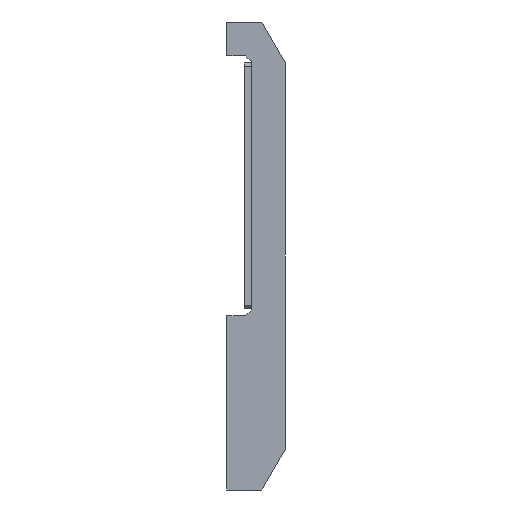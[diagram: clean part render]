
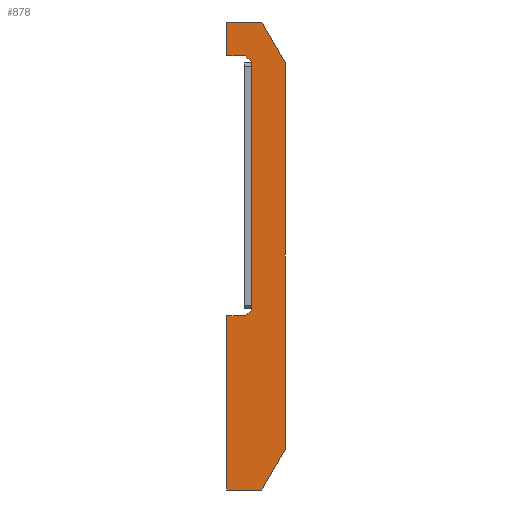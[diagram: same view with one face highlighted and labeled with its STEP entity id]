
A CAD part, left-side view. The second image highlights one B-rep face of the part: STEP entity #878.
In plain terms, the highlighted planar face has unit normal (-1, 0, 0).
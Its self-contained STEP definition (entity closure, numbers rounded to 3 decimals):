
#123=DIRECTION('',(0.,0.,1.));
#124=VECTOR('',#123,212.101);
#125=CARTESIAN_POINT('',(-50.,-21.,153.95));
#126=LINE('',#125,#124);
#131=DIRECTION('',(0.,1.,0.));
#132=VECTOR('',#131,16.05);
#133=CARTESIAN_POINT('',(-50.,-16.05,149.));
#134=LINE('',#133,#132);
#174=DIRECTION('',(0.,-1.,0.));
#175=VECTOR('',#174,30.);
#176=CARTESIAN_POINT('',(-50.,0.,0.));
#177=LINE('',#176,#175);
#260=DIRECTION('',(0.,1.,0.));
#261=VECTOR('',#260,16.05);
#262=CARTESIAN_POINT('',(-50.,-16.05,371.));
#263=LINE('',#262,#261);
#264=DIRECTION('',(0.,0.,1.));
#265=VECTOR('',#264,29.);
#266=CARTESIAN_POINT('',(-50.,0.,371.));
#267=LINE('',#266,#265);
#268=DIRECTION('',(0.,-1.,0.));
#269=VECTOR('',#268,30.);
#270=CARTESIAN_POINT('',(-50.,0.,400.));
#271=LINE('',#270,#269);
#272=DIRECTION('',(0.,0.5,0.866));
#273=VECTOR('',#272,40.);
#274=CARTESIAN_POINT('',(-50.,-50.,365.359));
#275=LINE('',#274,#273);
#276=DIRECTION('',(0.,0.,1.));
#277=VECTOR('',#276,330.718);
#278=CARTESIAN_POINT('',(-50.,-50.,34.641));
#279=LINE('',#278,#277);
#280=DIRECTION('',(0.,-0.5,0.866));
#281=VECTOR('',#280,40.);
#282=CARTESIAN_POINT('',(-50.,-30.,0.));
#283=LINE('',#282,#281);
#284=DIRECTION('',(0.,0.707,-0.707));
#285=VECTOR('',#284,7.);
#286=CARTESIAN_POINT('',(-50.,-21.,153.95));
#287=LINE('',#286,#285);
#288=DIRECTION('',(0.,-0.707,-0.707));
#289=VECTOR('',#288,7.);
#290=CARTESIAN_POINT('',(-50.,-16.05,371.));
#291=LINE('',#290,#289);
#308=DIRECTION('',(0.,0.,-1.));
#309=VECTOR('',#308,149.);
#310=CARTESIAN_POINT('',(-50.,0.,149.));
#311=LINE('',#310,#309);
#452=CARTESIAN_POINT('',(-50.,-16.05,371.));
#454=VERTEX_POINT('',#452);
#456=CARTESIAN_POINT('',(-50.,-21.,366.05));
#458=VERTEX_POINT('',#456);
#460=CARTESIAN_POINT('',(-50.,-21.,153.95));
#462=VERTEX_POINT('',#460);
#464=CARTESIAN_POINT('',(-50.,-16.05,149.));
#466=VERTEX_POINT('',#464);
#467=CARTESIAN_POINT('',(-50.,-30.,0.));
#469=VERTEX_POINT('',#467);
#479=CARTESIAN_POINT('',(-50.,-30.,400.));
#481=VERTEX_POINT('',#479);
#487=CARTESIAN_POINT('',(-50.,-50.,34.641));
#488=VERTEX_POINT('',#487);
#489=CARTESIAN_POINT('',(-50.,-50.,365.359));
#490=VERTEX_POINT('',#489);
#507=CARTESIAN_POINT('',(-50.,0.,371.));
#508=CARTESIAN_POINT('',(-50.,0.,400.));
#509=VERTEX_POINT('',#507);
#510=VERTEX_POINT('',#508);
#515=CARTESIAN_POINT('',(-50.,0.,149.));
#516=CARTESIAN_POINT('',(-50.,0.,0.));
#517=VERTEX_POINT('',#515);
#518=VERTEX_POINT('',#516);
#855=CARTESIAN_POINT('',(-50.,-50.,400.));
#856=DIRECTION('',(-1.,0.,0.));
#857=DIRECTION('',(0.,-1.,0.));
#858=AXIS2_PLACEMENT_3D('',#855,#856,#857);
#859=PLANE('',#858);
#860=ORIENTED_EDGE('',*,*,#608,.T.);
#861=ORIENTED_EDGE('',*,*,#840,.T.);
#862=ORIENTED_EDGE('',*,*,#552,.T.);
#864=ORIENTED_EDGE('',*,*,#863,.F.);
#866=ORIENTED_EDGE('',*,*,#865,.F.);
#868=ORIENTED_EDGE('',*,*,#867,.F.);
#869=ORIENTED_EDGE('',*,*,#770,.F.);
#871=ORIENTED_EDGE('',*,*,#870,.F.);
#872=ORIENTED_EDGE('',*,*,#721,.F.);
#873=ORIENTED_EDGE('',*,*,#706,.F.);
#874=ORIENTED_EDGE('',*,*,#692,.T.);
#875=ORIENTED_EDGE('',*,*,#678,.F.);
#876=EDGE_LOOP('',(#860,#861,#862,#864,#866,#868,#869,#871,#872,#873,#874,
#875));
#877=FACE_OUTER_BOUND('',#876,.F.);
#878=ADVANCED_FACE('',(#877),#859,.T.);
#552=EDGE_CURVE('',#510,#481,#271,.T.);
#608=EDGE_CURVE('',#454,#509,#263,.T.);
#678=EDGE_CURVE('',#454,#458,#291,.T.);
#692=EDGE_CURVE('',#462,#458,#126,.T.);
#706=EDGE_CURVE('',#462,#466,#287,.T.);
#721=EDGE_CURVE('',#466,#517,#134,.T.);
#770=EDGE_CURVE('',#518,#469,#177,.T.);
#840=EDGE_CURVE('',#509,#510,#267,.T.);
#863=EDGE_CURVE('',#490,#481,#275,.T.);
#865=EDGE_CURVE('',#488,#490,#279,.T.);
#867=EDGE_CURVE('',#469,#488,#283,.T.);
#870=EDGE_CURVE('',#517,#518,#311,.T.);
